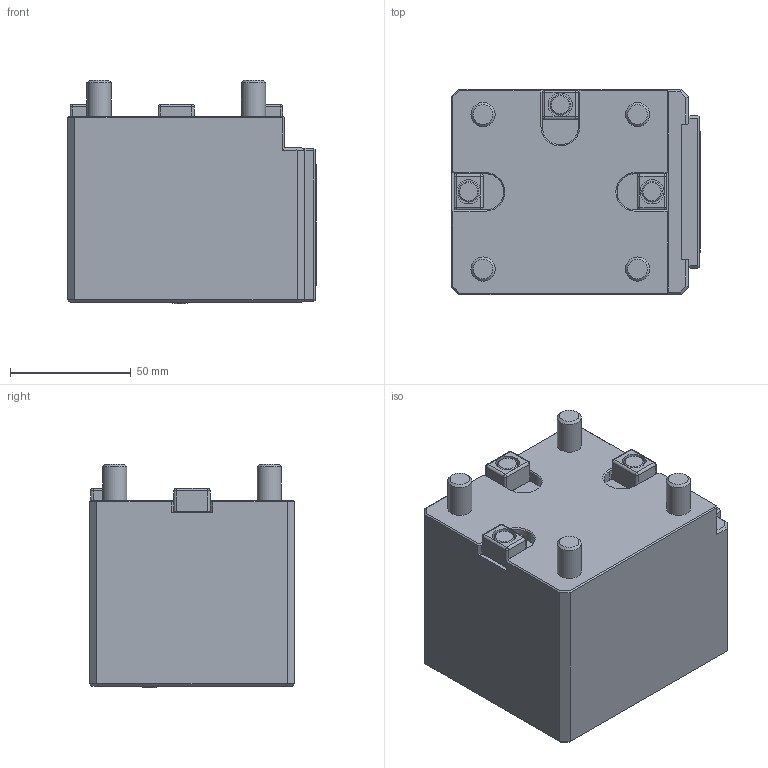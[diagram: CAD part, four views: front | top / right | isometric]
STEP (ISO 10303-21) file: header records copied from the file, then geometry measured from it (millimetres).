
FILE_DESCRIPTION(/* description */ (''),/* implementation_level */ '2;1');
FILE_NAME(/* name */ '1612446960895.stp',/* time_stamp */ '2021-02-04T19:26:20+06:00',/* author */ (''),/* organization */ ('SMS'),/* preprocessor_version */ 'ST-DEVELOPER v16.7',/* originating_system */ 'SIEMENS PLM Software NX 12.0',/* authorisation */ '');
FILE_SCHEMA (('AUTOMOTIVE_DESIGN { 1 0 10303 214 3 1 1 1 }'));
Length unit declared in the file: millimetre
Products named in the file (1): 203357131mod000_00
Bounding box: 103 x 85 x 92.54 mm (x, y, z)
Volume: 627252.1 mm3; surface area: 54104.8 mm2
Topology: 1 solids, 1 shells, 214 faces, 539 edges, 324 vertices
Faces by surface type: plane 141, cylinder 43, sphere 16, cone 13, bspline 1
Full cylindrical faces by diameter (mm): 3 x1, 8.5 x3, 10 x7, 50 x1
Entity records: 6243 total; most frequent: CARTESIAN_POINT 1242, DIRECTION 1032, ORIENTED_EDGE 980, EDGE_CURVE 490, LINE 356, VECTOR 356, AXIS2_PLACEMENT_3D 338, VERTEX_POINT 311
